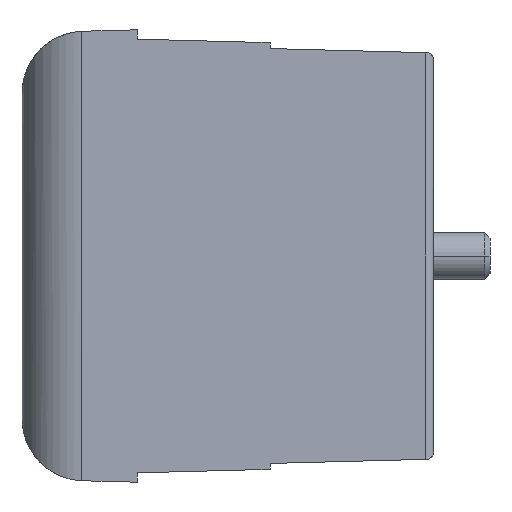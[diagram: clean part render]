
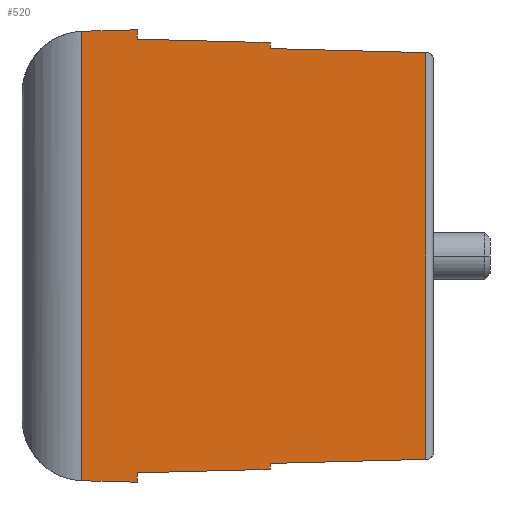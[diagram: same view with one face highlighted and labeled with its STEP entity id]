
A CAD part, left-side view. The second image highlights one B-rep face of the part: STEP entity #520.
In plain terms, the highlighted planar face has unit normal (-1, -0.009, 0).
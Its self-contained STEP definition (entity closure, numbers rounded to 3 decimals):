
#520 = ADVANCED_FACE( '', ( #1468 ), #1469, .F. );
#1468 = FACE_OUTER_BOUND( '', #2430, .T. );
#1469 = PLANE( '', #2431 );
#2430 = EDGE_LOOP( '', ( #6184, #6185, #6186, #6187, #6188, #6189, #6190, #6191, #6192, #6193, #6194, #6195, #6196, #6197 ) );
#2431 = AXIS2_PLACEMENT_3D( '', #6198, #6199, #6200 );
#6184 = ORIENTED_EDGE( '', *, *, #7515, .F. );
#6185 = ORIENTED_EDGE( '', *, *, #7516, .F. );
#6186 = ORIENTED_EDGE( '', *, *, #7517, .F. );
#6187 = ORIENTED_EDGE( '', *, *, #7518, .F. );
#6188 = ORIENTED_EDGE( '', *, *, #7519, .F. );
#6189 = ORIENTED_EDGE( '', *, *, #7520, .F. );
#6190 = ORIENTED_EDGE( '', *, *, #7521, .T. );
#6191 = ORIENTED_EDGE( '', *, *, #7290, .F. );
#6192 = ORIENTED_EDGE( '', *, *, #7522, .F. );
#6193 = ORIENTED_EDGE( '', *, *, #7523, .F. );
#6194 = ORIENTED_EDGE( '', *, *, #7524, .F. );
#6195 = ORIENTED_EDGE( '', *, *, #7525, .F. );
#6196 = ORIENTED_EDGE( '', *, *, #7526, .F. );
#6197 = ORIENTED_EDGE( '', *, *, #7507, .F. );
#6198 = CARTESIAN_POINT( '', ( 0.196, -18.494, 30. ) );
#6199 = DIRECTION( '', ( 1., 0.009, 0. ) );
#6200 = DIRECTION( '', ( 0.009, -1., 0. ) );
#7290 = EDGE_CURVE( '', #9189, #9191, #9192, .T. );
#7507 = EDGE_CURVE( '', #9528, #9531, #9532, .T. );
#7515 = EDGE_CURVE( '', #9543, #9528, #9544, .T. );
#7516 = EDGE_CURVE( '', #9545, #9543, #9546, .T. );
#7517 = EDGE_CURVE( '', #9547, #9545, #9548, .T. );
#7518 = EDGE_CURVE( '', #9549, #9547, #9550, .T. );
#7519 = EDGE_CURVE( '', #9551, #9549, #9552, .T. );
#7520 = EDGE_CURVE( '', #9553, #9551, #9554, .T. );
#7521 = EDGE_CURVE( '', #9553, #9191, #9555, .T. );
#7522 = EDGE_CURVE( '', #9556, #9189, #9557, .T. );
#7523 = EDGE_CURVE( '', #9558, #9556, #9559, .T. );
#7524 = EDGE_CURVE( '', #9560, #9558, #9561, .T. );
#7525 = EDGE_CURVE( '', #9562, #9560, #9563, .T. );
#7526 = EDGE_CURVE( '', #9531, #9562, #9564, .T. );
#9189 = VERTEX_POINT( '', #12165 );
#9191 = VERTEX_POINT( '', #12168 );
#9192 = ELLIPSE( '', #12169, 4., 4. );
#9528 = VERTEX_POINT( '', #12833 );
#9531 = VERTEX_POINT( '', #12836 );
#9532 = LINE( '', #12837, #12838 );
#9543 = VERTEX_POINT( '', #12889 );
#9544 = LINE( '', #12890, #12891 );
#9545 = VERTEX_POINT( '', #12892 );
#9546 = LINE( '', #12893, #12894 );
#9547 = VERTEX_POINT( '', #12895 );
#9548 = LINE( '', #12896, #12897 );
#9549 = VERTEX_POINT( '', #12898 );
#9550 = LINE( '', #12899, #12900 );
#9551 = VERTEX_POINT( '', #12901 );
#9552 = LINE( '', #12902, #12903 );
#9553 = VERTEX_POINT( '', #12904 );
#9554 = ELLIPSE( '', #12905, 4., 4. );
#9555 = LINE( '', #12906, #12907 );
#9556 = VERTEX_POINT( '', #12908 );
#9557 = LINE( '', #12909, #12910 );
#9558 = VERTEX_POINT( '', #12911 );
#9559 = LINE( '', #12912, #12913 );
#9560 = VERTEX_POINT( '', #12914 );
#9561 = LINE( '', #12915, #12916 );
#9562 = VERTEX_POINT( '', #12917 );
#9563 = LINE( '', #12918, #12919 );
#9564 = LINE( '', #12920, #12921 );
#12165 = CARTESIAN_POINT( '', ( 0.004, 3.505, -14.408 ) );
#12168 = CARTESIAN_POINT( '', ( 0.004, 3.573, -14.406 ) );
#12169 = AXIS2_PLACEMENT_3D( '', #14329, #14330, #14331 );
#12833 = CARTESIAN_POINT( '', ( 0.196, -18.494, 13.036 ) );
#12836 = CARTESIAN_POINT( '', ( 0.196, -18.494, -13.036 ) );
#12837 = CARTESIAN_POINT( '', ( 0.196, -18.494, 30. ) );
#12838 = VECTOR( '', #14688, 1. );
#12889 = CARTESIAN_POINT( '', ( 0.109, -8.5, 13.297 ) );
#12890 = CARTESIAN_POINT( '', ( 0.194, -18.281, 13.041 ) );
#12891 = VECTOR( '', #14698, 1. );
#12892 = CARTESIAN_POINT( '', ( 0.109, -8.5, 13.677 ) );
#12893 = CARTESIAN_POINT( '', ( 0.109, -8.5, 21.649 ) );
#12894 = VECTOR( '', #14699, 1. );
#12895 = CARTESIAN_POINT( '', ( 0.035, 0., 13.9 ) );
#12896 = CARTESIAN_POINT( '', ( 0.151, -13.28, 13.552 ) );
#12897 = VECTOR( '', #14700, 1. );
#12898 = CARTESIAN_POINT( '', ( 0.035, 0., 14.5 ) );
#12899 = CARTESIAN_POINT( '', ( 0.035, 0., 21.95 ) );
#12900 = VECTOR( '', #14701, 1. );
#12901 = CARTESIAN_POINT( '', ( 0.004, 3.505, 14.408 ) );
#12902 = CARTESIAN_POINT( '', ( 0.117, -9.444, 14.747 ) );
#12903 = VECTOR( '', #14702, 1. );
#12904 = CARTESIAN_POINT( '', ( 0.004, 3.573, 14.406 ) );
#12905 = AXIS2_PLACEMENT_3D( '', #14703, #14704, #14705 );
#12906 = CARTESIAN_POINT( '', ( 0.004, 3.573, 30. ) );
#12907 = VECTOR( '', #14706, 1. );
#12908 = CARTESIAN_POINT( '', ( 0.035, 0., -14.5 ) );
#12909 = CARTESIAN_POINT( '', ( 0.095, -6.906, -14.681 ) );
#12910 = VECTOR( '', #14707, 1. );
#12911 = CARTESIAN_POINT( '', ( 0.035, 0., -13.9 ) );
#12912 = CARTESIAN_POINT( '', ( 0.035, 0., 7.75 ) );
#12913 = VECTOR( '', #14708, 1. );
#12914 = CARTESIAN_POINT( '', ( 0.109, -8.5, -13.677 ) );
#12915 = CARTESIAN_POINT( '', ( 0.121, -9.815, -13.643 ) );
#12916 = VECTOR( '', #14709, 1. );
#12917 = CARTESIAN_POINT( '', ( 0.109, -8.5, -13.297 ) );
#12918 = CARTESIAN_POINT( '', ( 0.109, -8.5, 8.161 ) );
#12919 = VECTOR( '', #14710, 1. );
#12920 = CARTESIAN_POINT( '', ( 0.158, -14.06, -13.152 ) );
#12921 = VECTOR( '', #14711, 1. );
#14329 = CARTESIAN_POINT( '', ( 0.005, 3.4, -10.41 ) );
#14330 = DIRECTION( '', ( 1., 0.009, 0. ) );
#14331 = DIRECTION( '', ( -0.009, 1., 0. ) );
#14688 = DIRECTION( '', ( 0., 0., -1. ) );
#14698 = DIRECTION( '', ( 0.009, -1., -0.026 ) );
#14699 = DIRECTION( '', ( 0., 0., -1. ) );
#14700 = DIRECTION( '', ( 0.009, -1., -0.026 ) );
#14701 = DIRECTION( '', ( 0., 0., -1. ) );
#14702 = DIRECTION( '', ( 0.009, -1., 0.026 ) );
#14703 = CARTESIAN_POINT( '', ( 0.005, 3.4, 10.41 ) );
#14704 = DIRECTION( '', ( 1., 0.009, 0. ) );
#14705 = DIRECTION( '', ( -0.009, 1., 0. ) );
#14706 = DIRECTION( '', ( 0., 0., -1. ) );
#14707 = DIRECTION( '', ( -0.009, 1., 0.026 ) );
#14708 = DIRECTION( '', ( 0., 0., -1. ) );
#14709 = DIRECTION( '', ( -0.009, 1., -0.026 ) );
#14710 = DIRECTION( '', ( 0., 0., -1. ) );
#14711 = DIRECTION( '', ( -0.009, 1., -0.026 ) );
